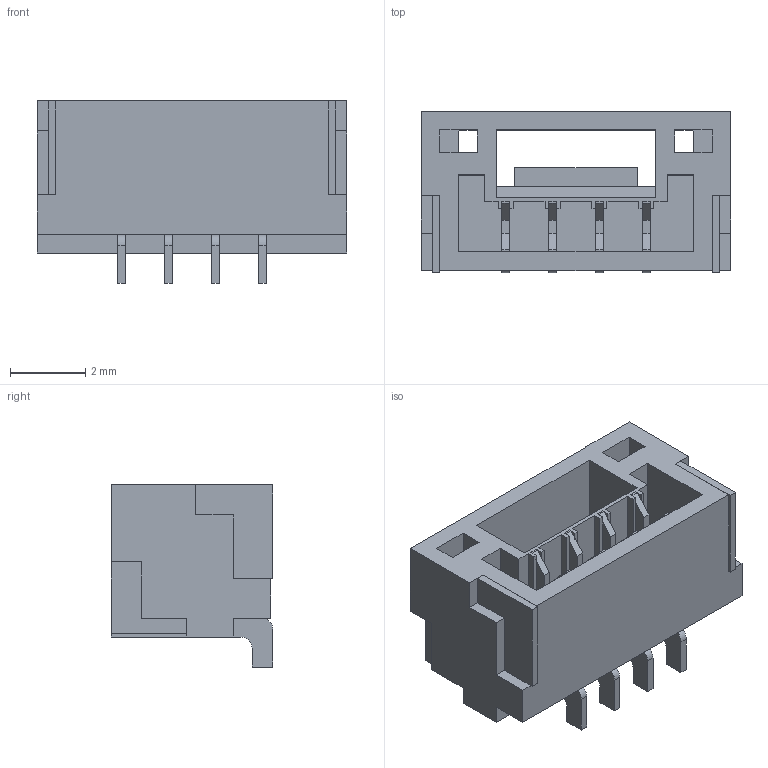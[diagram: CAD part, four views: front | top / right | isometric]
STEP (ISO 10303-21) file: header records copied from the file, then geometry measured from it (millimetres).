
FILE_DESCRIPTION((' '),'2;1');
FILE_NAME( 'SM04B-GHS-TB.stp', '2018-03-28T22:38:36', (' '), ('--- Datakit www.datakit.com---'), ' Datakit CrossCadWare V2017.1 Dec 27 2016', 'DATAKIT 2018 (c)', ' ');
FILE_SCHEMA(('AP203_CONFIGURATION_CONTROLLED_3D_DESIGN_OF_MECHANICAL_PARTS_AND_ASSEMBLIES_MIM_LF { 1 0 10303 403 2 1 2}'));
Length unit declared in the file: millimetre
Products named in the file (1): SM04B-GHS-TB
Bounding box: 8.25 x 4.3 x 4.85 mm (x, y, z)
Volume: 75.4 mm3; surface area: 374.1 mm2
Topology: 7 solids, 7 shells, 210 faces, 598 edges, 396 vertices
Faces by surface type: plane 202, cylinder 8
Entity records: 6833 total; most frequent: CARTESIAN_POINT 1205, ORIENTED_EDGE 1196, DIRECTION 1036, EDGE_CURVE 598, VECTOR 582, LINE 582, VERTEX_POINT 396, AXIS2_PLACEMENT_3D 227
